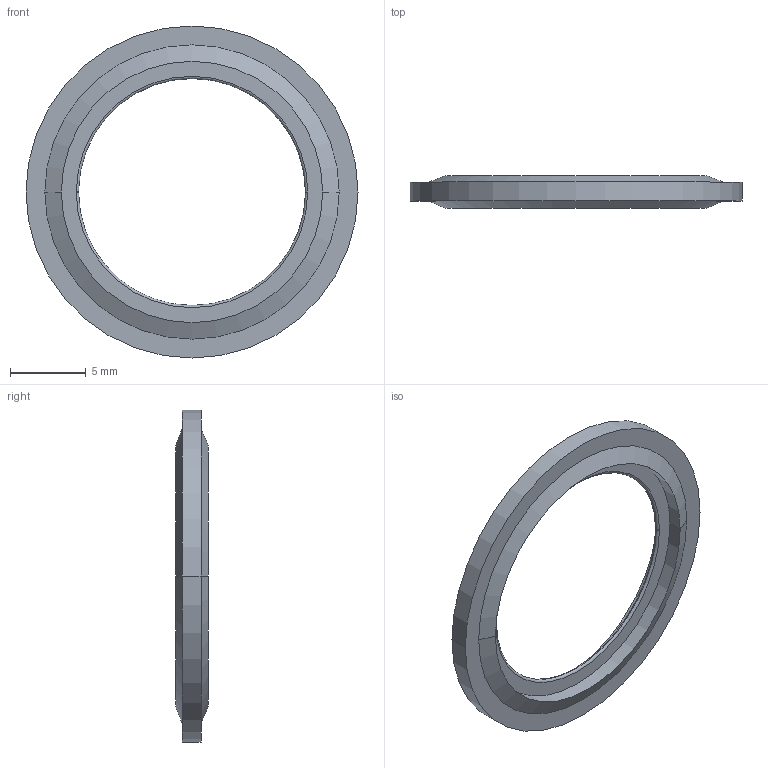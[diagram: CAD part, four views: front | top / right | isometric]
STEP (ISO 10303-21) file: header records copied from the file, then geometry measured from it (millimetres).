
FILE_DESCRIPTION(('STEP AP214'),'1');
FILE_NAME('0139_17_00.stp','2016-07-07T14:22:37',('TraceParts'),('TraceParts S.A.'),'Spatial InterOp 3D',' ',' ');
FILE_SCHEMA(('automotive_design'));
Length unit declared in the file: millimetre
Products named in the file (2): 0139-17-00_ASM|Next assembly relationship#BAGUE-ACIER-17;BAGUE-ACIER-17; 0139-17-00_ASM|Next assembly relationship#BAGUE-NITRILE-17;BAGUE-NITRILE-17
Bounding box: 21.95 x 2.15 x 21.95 mm (x, y, z)
Volume: 224.4 mm3; surface area: 839.7 mm2
Topology: 2 solids, 2 shells, 28 faces, 58 edges, 36 vertices
Faces by surface type: cylinder 10, torus 8, plane 6, cone 4
Entity records: 800 total; most frequent: DIRECTION 162, CARTESIAN_POINT 124, ORIENTED_EDGE 116, AXIS2_PLACEMENT_3D 74, EDGE_CURVE 58, CIRCLE 44, VERTEX_POINT 36, EDGE_LOOP 34
